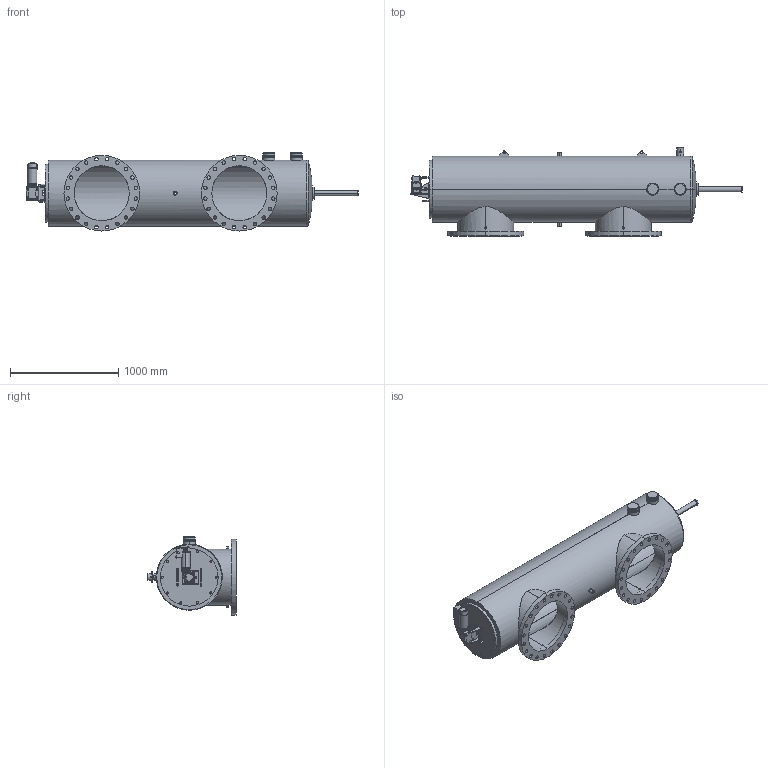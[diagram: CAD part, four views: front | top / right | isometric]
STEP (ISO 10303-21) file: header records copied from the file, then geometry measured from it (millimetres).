
FILE_DESCRIPTION (( 'STEP AP203' ), '1' );
FILE_NAME ('G20-180-LP.STEP', '2020-09-23T12:04:40', ( '' ), ( '' ), 'SwSTEP 2.0', 'SolidWorks 2018', '' );
FILE_SCHEMA (( 'CONFIG_CONTROL_DESIGN' ));
Length unit declared in the file: millimetre
Products named in the file (8): G20-180-LP; reduced size motor; Washdown mounting bracket; G20-180 for LP; simp2; Washdown drive shaft; Motor assem; simp
Assembly tree (13 placements, depth 3):
  G20-180-LP
    G20-180 for LP
    Motor assem
      Washdown drive shaft
      Washdown mounting bracket
      reduced size motor
      simp  x4
      simp2  x4
Bounding box: 3065.27 x 812.8 x 720.73 mm (x, y, z)
Volume: 48221130.7 mm3; surface area: 12225104.5 mm2
Topology: 24 solids, 24 shells, 1093 faces, 2815 edges, 1818 vertices
Faces by surface type: plane 505, cylinder 441, torus 64, bspline 58, cone 21, sphere 4
Entity records: 39137 total; most frequent: CARTESIAN_POINT 13644, ORIENTED_EDGE 5150, DIRECTION 5024, EDGE_CURVE 2575, AXIS2_PLACEMENT_3D 1846, VERTEX_POINT 1662, VECTOR 1332, LINE 1332
